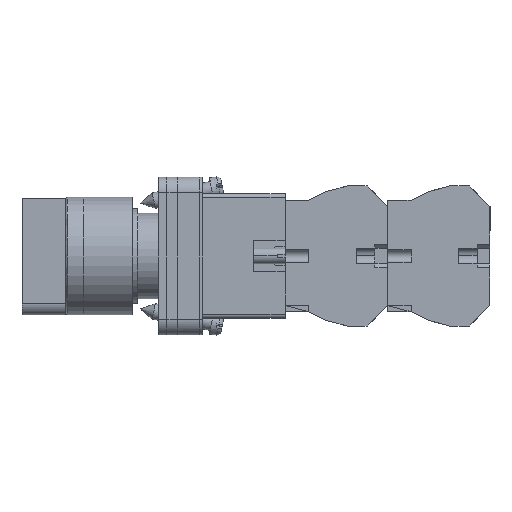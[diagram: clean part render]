
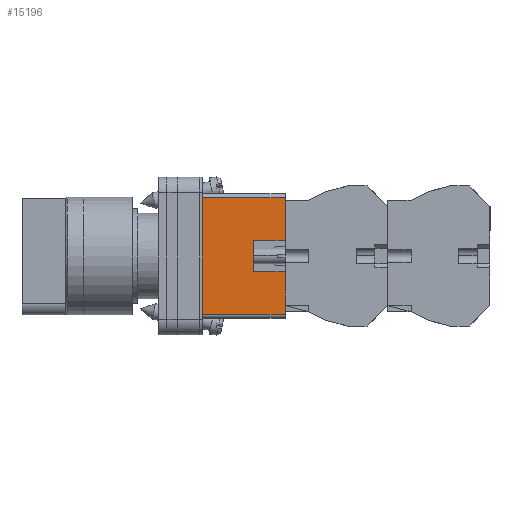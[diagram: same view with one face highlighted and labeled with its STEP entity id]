
A CAD part, left-side view. The second image highlights one B-rep face of the part: STEP entity #15196.
In plain terms, the highlighted planar face has unit normal (-1, 0, 0).
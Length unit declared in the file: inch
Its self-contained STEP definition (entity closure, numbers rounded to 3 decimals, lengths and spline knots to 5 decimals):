
#1214 = LINE ( 'NONE', #37471, #7507 ) ;
#2099 = CARTESIAN_POINT ( 'NONE',  ( -0.58268, -0.43504, 0.62205 ) ) ;
#3763 = DIRECTION ( 'NONE',  ( 0., 1., 0. ) ) ;
#4462 = DIRECTION ( 'NONE',  ( 0., -1., 0. ) ) ;
#5295 = VECTOR ( 'NONE', #6621, 39.37008 ) ;
#5601 = LINE ( 'NONE', #2099, #22388 ) ;
#5889 = PLANE ( 'NONE',  #19853 ) ;
#6471 = VECTOR ( 'NONE', #26082, 39.37008 ) ;
#6621 = DIRECTION ( 'NONE',  ( 0., -1., 0. ) ) ;
#6975 = ORIENTED_EDGE ( 'NONE', *, *, #34914, .T. ) ;
#7081 = DIRECTION ( 'NONE',  ( 0., 1., 0. ) ) ;
#7507 = VECTOR ( 'NONE', #7081, 39.37008 ) ;
#8139 = VECTOR ( 'NONE', #3763, 39.37008 ) ;
#8375 = ORIENTED_EDGE ( 'NONE', *, *, #31467, .F. ) ;
#9266 = EDGE_LOOP ( 'NONE', ( #14437, #6975, #30353, #33533, #8375, #17430, #20214, #28551 ) ) ;
#9607 = LINE ( 'NONE', #21758, #19496 ) ;
#9678 = EDGE_CURVE ( 'NONE', #9914, #30156, #9682, .T. ) ;
#9682 = LINE ( 'NONE', #12483, #19209 ) ;
#9824 = FACE_OUTER_BOUND ( 'NONE', #9266, .T. ) ;
#9914 = VERTEX_POINT ( 'NONE', #36083 ) ;
#10809 = DIRECTION ( 'NONE',  ( 1., 0., 0. ) ) ;
#11469 = EDGE_CURVE ( 'NONE', #30156, #36611, #13372, .T. ) ;
#12483 = CARTESIAN_POINT ( 'NONE',  ( -0.58268, -0.94685, 0.62205 ) ) ;
#12835 = VERTEX_POINT ( 'NONE', #16502 ) ;
#13372 = LINE ( 'NONE', #34660, #14270 ) ;
#13749 = EDGE_CURVE ( 'NONE', #25207, #22710, #30944, .T. ) ;
#14270 = VECTOR ( 'NONE', #4462, 39.37008 ) ;
#14437 = ORIENTED_EDGE ( 'NONE', *, *, #13749, .F. ) ;
#14903 = CARTESIAN_POINT ( 'NONE',  ( -0.58268, -1.26181, -0.58268 ) ) ;
#15196 = ADVANCED_FACE ( 'NONE', ( #9824 ), #5889, .F. ) ;
#16154 = EDGE_CURVE ( 'NONE', #22710, #31630, #5601, .T. ) ;
#16213 = LINE ( 'NONE', #31681, #6471 ) ;
#16267 = CARTESIAN_POINT ( 'NONE',  ( -0.58268, -0.43504, -0.58268 ) ) ;
#16502 = CARTESIAN_POINT ( 'NONE',  ( -0.58268, -1.26181, 0.15748 ) ) ;
#16602 = VERTEX_POINT ( 'NONE', #30702 ) ;
#16886 = EDGE_CURVE ( 'NONE', #31630, #16602, #17983, .T. ) ;
#17430 = ORIENTED_EDGE ( 'NONE', *, *, #20668, .T. ) ;
#17983 = LINE ( 'NONE', #30464, #5295 ) ;
#19209 = VECTOR ( 'NONE', #24585, 39.37008 ) ;
#19496 = VECTOR ( 'NONE', #35226, 39.37008 ) ;
#19853 = AXIS2_PLACEMENT_3D ( 'NONE', #37438, #10809, #31064 ) ;
#20214 = ORIENTED_EDGE ( 'NONE', *, *, #16886, .F. ) ;
#20668 = EDGE_CURVE ( 'NONE', #12835, #16602, #9607, .T. ) ;
#21758 = CARTESIAN_POINT ( 'NONE',  ( -0.58268, -1.26181, 0. ) ) ;
#22388 = VECTOR ( 'NONE', #29212, 39.37008 ) ;
#22710 = VERTEX_POINT ( 'NONE', #33970 ) ;
#24585 = DIRECTION ( 'NONE',  ( 0., 0., -1. ) ) ;
#25207 = VERTEX_POINT ( 'NONE', #14903 ) ;
#26082 = DIRECTION ( 'NONE',  ( 0., 0., 1. ) ) ;
#28202 = CARTESIAN_POINT ( 'NONE',  ( -0.58268, -0.43504, 0.58268 ) ) ;
#28551 = ORIENTED_EDGE ( 'NONE', *, *, #16154, .F. ) ;
#29212 = DIRECTION ( 'NONE',  ( 0., 0., 1. ) ) ;
#30156 = VERTEX_POINT ( 'NONE', #36459 ) ;
#30353 = ORIENTED_EDGE ( 'NONE', *, *, #11469, .F. ) ;
#30464 = CARTESIAN_POINT ( 'NONE',  ( -0.58268, -0.43504, 0.58268 ) ) ;
#30702 = CARTESIAN_POINT ( 'NONE',  ( -0.58268, -1.26181, 0.58268 ) ) ;
#30944 = LINE ( 'NONE', #16267, #8139 ) ;
#31064 = DIRECTION ( 'NONE',  ( 0., 0., -1. ) ) ;
#31467 = EDGE_CURVE ( 'NONE', #12835, #9914, #1214, .T. ) ;
#31630 = VERTEX_POINT ( 'NONE', #28202 ) ;
#31681 = CARTESIAN_POINT ( 'NONE',  ( -0.58268, -1.26181, 0. ) ) ;
#33533 = ORIENTED_EDGE ( 'NONE', *, *, #9678, .F. ) ;
#33970 = CARTESIAN_POINT ( 'NONE',  ( -0.58268, -0.43504, -0.58268 ) ) ;
#34660 = CARTESIAN_POINT ( 'NONE',  ( -0.58268, -0.43504, -0.15748 ) ) ;
#34914 = EDGE_CURVE ( 'NONE', #25207, #36611, #16213, .T. ) ;
#35226 = DIRECTION ( 'NONE',  ( 0., 0., 1. ) ) ;
#36083 = CARTESIAN_POINT ( 'NONE',  ( -0.58268, -0.94685, 0.15748 ) ) ;
#36459 = CARTESIAN_POINT ( 'NONE',  ( -0.58268, -0.94685, -0.15748 ) ) ;
#36611 = VERTEX_POINT ( 'NONE', #38402 ) ;
#37438 = CARTESIAN_POINT ( 'NONE',  ( -0.58268, -0.43504, 0.62205 ) ) ;
#37471 = CARTESIAN_POINT ( 'NONE',  ( -0.58268, -0.43504, 0.15748 ) ) ;
#38402 = CARTESIAN_POINT ( 'NONE',  ( -0.58268, -1.26181, -0.15748 ) ) ;
